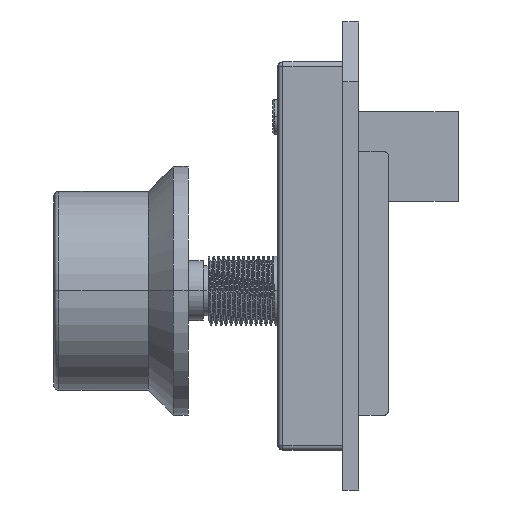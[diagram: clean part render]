
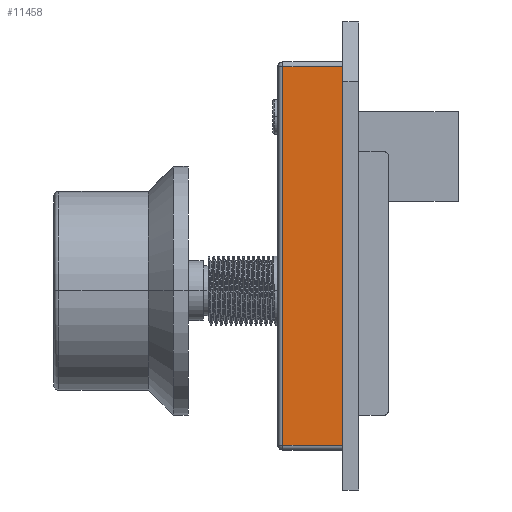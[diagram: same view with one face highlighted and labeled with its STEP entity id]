
A CAD part, left-side view. The second image highlights one B-rep face of the part: STEP entity #11458.
In plain terms, the highlighted planar face has unit normal (-1, 0, 0).
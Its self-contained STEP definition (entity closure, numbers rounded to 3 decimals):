
#1298=DIRECTION('',(0.,0.,1.));
#1299=VECTOR('',#1298,38.);
#1300=CARTESIAN_POINT('',(-40.5,1.6,-19.));
#1301=LINE('',#1300,#1299);
#4161=DIRECTION('',(0.,0.,1.));
#4162=VECTOR('',#4161,38.);
#4163=CARTESIAN_POINT('',(-40.5,7.6,-19.));
#4164=LINE('',#4163,#4162);
#4168=DIRECTION('',(0.,-1.,0.));
#4169=VECTOR('',#4168,6.);
#4170=CARTESIAN_POINT('',(-40.5,7.6,19.));
#4171=LINE('',#4170,#4169);
#4175=DIRECTION('',(0.,-1.,0.));
#4176=VECTOR('',#4175,6.);
#4177=CARTESIAN_POINT('',(-40.5,7.6,-19.));
#4178=LINE('',#4177,#4176);
#6833=CARTESIAN_POINT('',(-40.5,7.6,-19.));
#6834=CARTESIAN_POINT('',(-40.5,7.6,19.));
#6835=VERTEX_POINT('',#6833);
#6836=VERTEX_POINT('',#6834);
#6845=CARTESIAN_POINT('',(-40.5,1.6,-19.));
#6846=VERTEX_POINT('',#6845);
#6869=CARTESIAN_POINT('',(-40.5,1.6,19.));
#6870=VERTEX_POINT('',#6869);
#11445=CARTESIAN_POINT('',(-40.5,1.6,-19.5));
#11446=DIRECTION('',(-1.,0.,0.));
#11447=DIRECTION('',(0.,0.,1.));
#11448=AXIS2_PLACEMENT_3D('',#11445,#11446,#11447);
#11449=PLANE('',#11448);
#11451=ORIENTED_EDGE('',*,*,#11450,.T.);
#11452=ORIENTED_EDGE('',*,*,#11425,.T.);
#11453=ORIENTED_EDGE('',*,*,#7872,.F.);
#11455=ORIENTED_EDGE('',*,*,#11454,.F.);
#11456=EDGE_LOOP('',(#11451,#11452,#11453,#11455));
#11457=FACE_OUTER_BOUND('',#11456,.F.);
#7872=EDGE_CURVE('',#6846,#6870,#1301,.T.);
#11425=EDGE_CURVE('',#6836,#6870,#4171,.T.);
#11450=EDGE_CURVE('',#6835,#6836,#4164,.T.);
#11454=EDGE_CURVE('',#6835,#6846,#4178,.T.);
#11458=ADVANCED_FACE('',(#11457),#11449,.T.);
